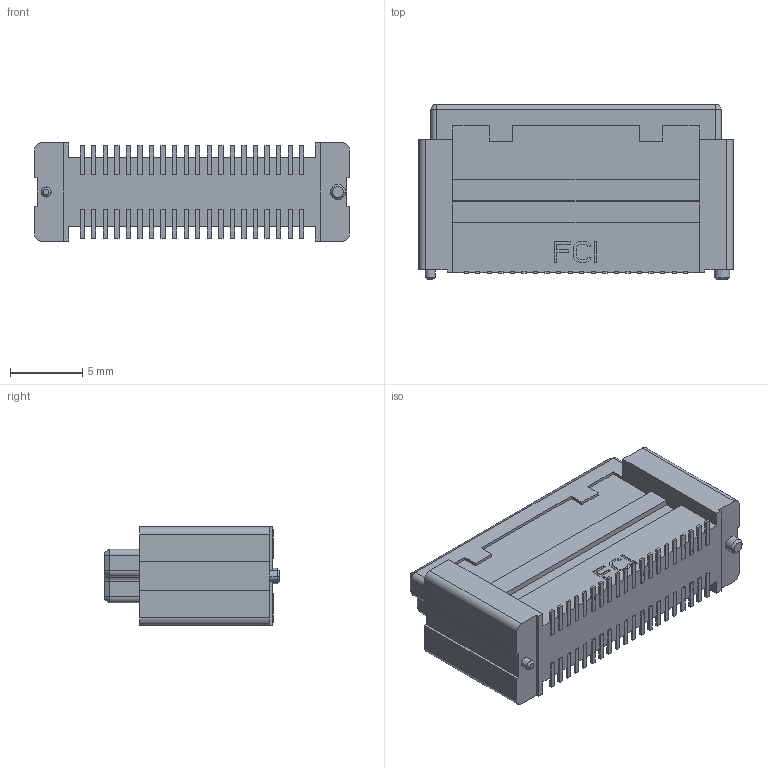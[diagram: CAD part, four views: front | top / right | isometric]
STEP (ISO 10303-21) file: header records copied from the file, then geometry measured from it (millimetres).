
FILE_DESCRIPTION((''),'2;1');
FILE_NAME('61082_043X0XXX_NO_POSE','2017-07-26T',('gub'),('AFCI'),'CREO PARAMETRIC BY PTC INC, 2016130','CREO PARAMETRIC BY PTC INC, 2016130','');
FILE_SCHEMA(('AUTOMOTIVE_DESIGN { 1 0 10303 214 1 1 1 1 }'));
Length unit declared in the file: millimetre
Products named in the file (1): 61082_043X0XXX_NO_POSE
Bounding box: 21.8 x 12.15 x 6.8 mm (x, y, z)
Volume: 1028.7 mm3; surface area: 1079.7 mm2
Topology: 1 solids, 1 shells, 415 faces, 1193 edges, 788 vertices
Faces by surface type: plane 383, cylinder 20, cone 12
Entity records: 13563 total; most frequent: CARTESIAN_POINT 2430, ORIENTED_EDGE 2386, DIRECTION 2063, EDGE_CURVE 1193, VECTOR 1145, LINE 1145, VERTEX_POINT 788, AXIS2_PLACEMENT_3D 459
